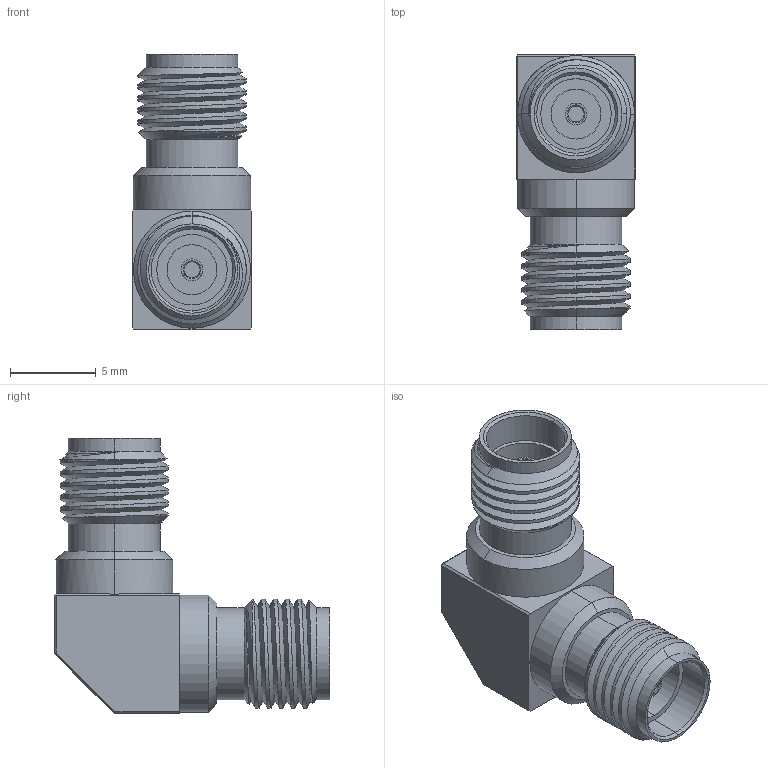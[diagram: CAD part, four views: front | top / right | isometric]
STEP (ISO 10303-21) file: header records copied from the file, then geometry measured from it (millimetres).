
FILE_DESCRIPTION (( 'STEP AP214' ), '1' );
FILE_NAME ('CT-SFSF-R-LN1.STEP', '2025-01-16T19:27:34', ( '' ), ( '' ), 'SwSTEP 2.0', 'SolidWorks 2021', '' );
FILE_SCHEMA (( 'AUTOMOTIVE_DESIGN' ));
Length unit declared in the file: inch
Products named in the file (1): CT-SFSF-R-LN1
Bounding box: 7 x 16.09 x 16.09 mm (x, y, z)
Volume: 688.4 mm3; surface area: 882.8 mm2
Topology: 1 solids, 1 shells, 140 faces, 351 edges, 224 vertices
Faces by surface type: plane 56, cylinder 54, cone 26, bspline 4
Entity records: 6117 total; most frequent: CARTESIAN_POINT 2850, ORIENTED_EDGE 702, DIRECTION 657, EDGE_CURVE 351, AXIS2_PLACEMENT_3D 248, VERTEX_POINT 224, VECTOR 161, LINE 161
